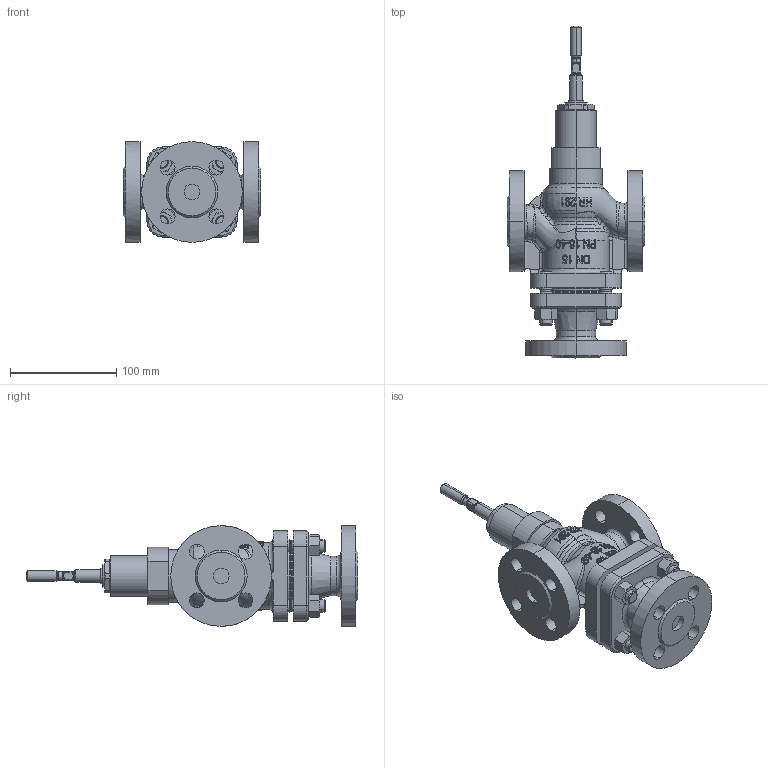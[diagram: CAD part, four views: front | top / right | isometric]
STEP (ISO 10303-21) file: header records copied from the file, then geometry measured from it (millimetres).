
FILE_DESCRIPTION (( 'STEP AP214' ), '1' );
FILE_NAME ('BR325 DN15 XXX PN16-40 for MC_STEP (Defeature).STEP', '2015-02-27T11:14:19', ( 'HORA' ), ( 'Holter Regelamaturen GmbH & Co. KG' ), 'SwSTEP 2.0', 'SolidWorks 2014', '' );
FILE_SCHEMA (( 'AUTOMOTIVE_DESIGN' ));
Length unit declared in the file: millimetre
Products named in the file (1): BR325 DN15 XXX PN16-40 for MC_STEP (Defeature)
Bounding box: 130 x 313 x 95 mm (x, y, z)
Volume: 962469.3 mm3; surface area: 129505.1 mm2
Topology: 3 solids, 3 shells, 903 faces, 2299 edges, 1465 vertices
Faces by surface type: plane 291, bspline 229, cylinder 158, cone 100, torus 77, sphere 48
Entity records: 189112 total; most frequent: CARTESIAN_POINT 166329, ORIENTED_EDGE 4596, DIRECTION 3624, EDGE_CURVE 2298, VERTEX_POINT 1465, AXIS2_PLACEMENT_3D 1462, EDGE_LOOP 999, FACE_OUTER_BOUND 901
